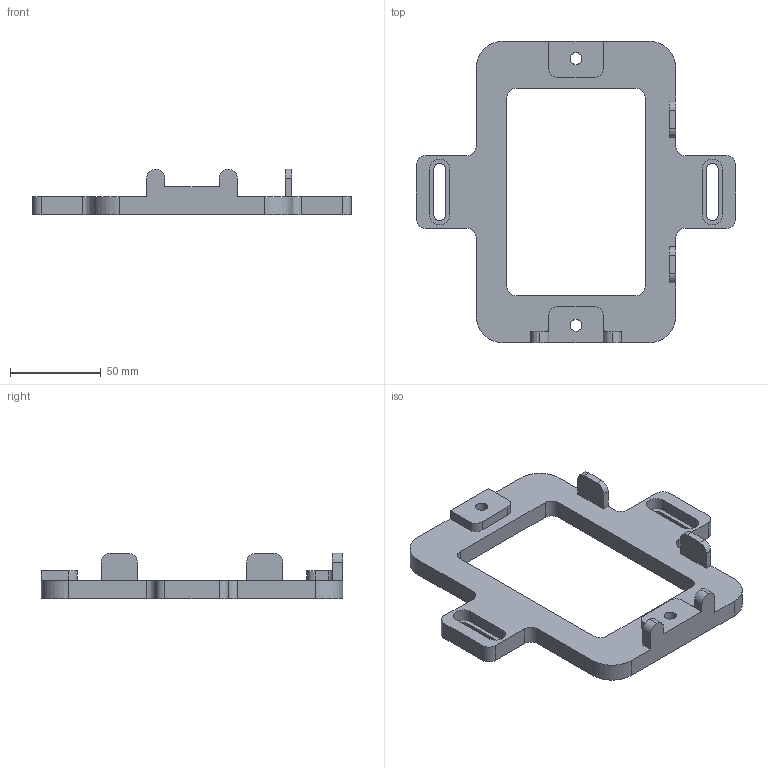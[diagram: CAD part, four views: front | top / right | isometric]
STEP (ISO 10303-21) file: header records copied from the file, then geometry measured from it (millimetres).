
FILE_DESCRIPTION (( 'STEP AP203' ), '1' );
FILE_NAME ('10_pho_cam_hol.STEP', '2021-11-03T13:08:22', ( '' ), ( '' ), 'SwSTEP 2.0', 'SolidWorks 2020', '' );
FILE_SCHEMA (( 'CONFIG_CONTROL_DESIGN' ));
Length unit declared in the file: millimetre
Products named in the file (1): 10_pho_cam_hol
Bounding box: 175.51 x 166 x 25 mm (x, y, z)
Volume: 122182.3 mm3; surface area: 39043.2 mm2
Topology: 1 solids, 1 shells, 108 faces, 301 edges, 199 vertices
Faces by surface type: plane 55, cylinder 51, cone 2
Entity records: 3574 total; most frequent: DIRECTION 619, CARTESIAN_POINT 607, ORIENTED_EDGE 598, EDGE_CURVE 299, AXIS2_PLACEMENT_3D 211, VERTEX_POINT 199, VECTOR 197, LINE 197
